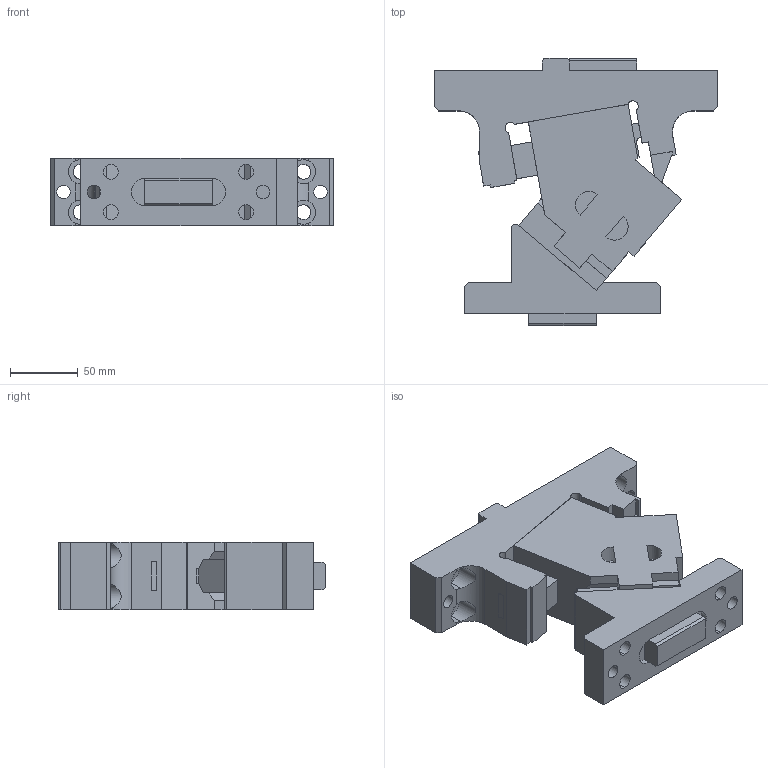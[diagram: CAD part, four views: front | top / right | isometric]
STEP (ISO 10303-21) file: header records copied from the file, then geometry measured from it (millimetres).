
FILE_DESCRIPTION(('CATIA V5 STEP Exchange'),'2;1');
FILE_NAME('CACG_50_40.stp','2015-04-21T14:45:25+00:00',('none'),('none'),'CATIA Version 5 Release 19 SP 2 (IN-10)','CATIA V5 STEP AP203','none');
FILE_SCHEMA(('CONFIG_CONTROL_DESIGN'));
Length unit declared in the file: millimetre
Products named in the file (1): CACG_50_40
Bounding box: 210 x 198 x 50 mm (x, y, z)
Volume: 1090173.9 mm3; surface area: 161202.1 mm2
Topology: 3 solids, 3 shells, 232 faces, 645 edges, 419 vertices
Faces by surface type: plane 165, cylinder 66, bspline 1
Entity records: 7794 total; most frequent: CARTESIAN_POINT 1923, ORIENTED_EDGE 1290, DIRECTION 1019, EDGE_CURVE 645, VECTOR 487, LINE 487, VERTEX_POINT 419, AXIS2_PLACEMENT_3D 319
